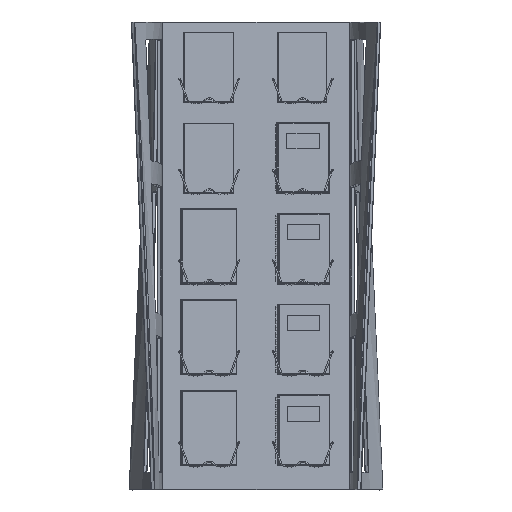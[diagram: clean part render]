
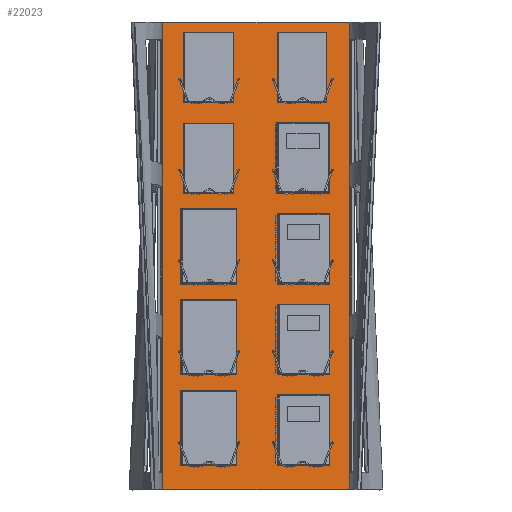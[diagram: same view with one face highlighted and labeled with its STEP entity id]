
A CAD part, top view. The second image highlights one B-rep face of the part: STEP entity #22023.
In plain terms, the highlighted free-form (B-spline) face has degree [1, 1] with [2, 2] control points.
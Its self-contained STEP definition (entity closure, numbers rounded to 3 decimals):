
#22023 = ADVANCED_FACE('',(#22024),#22054,.F.);
#22024 = FACE_BOUND('',#22025,.T.);
#22025 = EDGE_LOOP('',(#22026,#22035,#22042,#22049));
#22026 = ORIENTED_EDGE('',*,*,#22027,.T.);
#22027 = EDGE_CURVE('',#22028,#22030,#22032,.T.);
#22028 = VERTEX_POINT('',#22029);
#22029 = CARTESIAN_POINT('',(461.457,2.529,
    -29.079));
#22030 = VERTEX_POINT('',#22031);
#22031 = CARTESIAN_POINT('',(461.457,2317.086,
    -227.748));
#22032 = B_SPLINE_CURVE_WITH_KNOTS('',1,(#22033,#22034),.UNSPECIFIED.,
  .F.,.F.,(2,2),(31.557,2035.17),
  .PIECEWISE_BEZIER_KNOTS.);
#22033 = CARTESIAN_POINT('',(461.457,2.529,
    -29.079));
#22034 = CARTESIAN_POINT('',(461.457,2317.086,
    -227.748));
#22035 = ORIENTED_EDGE('',*,*,#22036,.T.);
#22036 = EDGE_CURVE('',#22030,#22037,#22039,.T.);
#22037 = VERTEX_POINT('',#22038);
#22038 = CARTESIAN_POINT('',(-461.457,2317.086,
    -227.748));
#22039 = B_SPLINE_CURVE_WITH_KNOTS('',1,(#22040,#22041),.UNSPECIFIED.,
  .F.,.F.,(2,2),(-798.,-2.),.PIECEWISE_BEZIER_KNOTS.);
#22040 = CARTESIAN_POINT('',(461.457,2317.086,
    -227.748));
#22041 = CARTESIAN_POINT('',(-461.457,2317.086,
    -227.748));
#22042 = ORIENTED_EDGE('',*,*,#22043,.T.);
#22043 = EDGE_CURVE('',#22037,#22044,#22046,.T.);
#22044 = VERTEX_POINT('',#22045);
#22045 = CARTESIAN_POINT('',(-461.457,2.529,
    -29.079));
#22046 = B_SPLINE_CURVE_WITH_KNOTS('',1,(#22047,#22048),.UNSPECIFIED.,
  .F.,.F.,(2,2),(-2035.17,-31.557),
  .PIECEWISE_BEZIER_KNOTS.);
#22047 = CARTESIAN_POINT('',(-461.457,2317.086,
    -227.748));
#22048 = CARTESIAN_POINT('',(-461.457,2.529,
    -29.079));
#22049 = ORIENTED_EDGE('',*,*,#22050,.T.);
#22050 = EDGE_CURVE('',#22044,#22028,#22051,.T.);
#22051 = B_SPLINE_CURVE_WITH_KNOTS('',1,(#22052,#22053),.UNSPECIFIED.,
  .F.,.F.,(2,2),(-329.023,466.977),
  .PIECEWISE_BEZIER_KNOTS.);
#22052 = CARTESIAN_POINT('',(-461.457,2.529,
    -29.079));
#22053 = CARTESIAN_POINT('',(461.457,2.529,
    -29.079));
#22054 = B_SPLINE_SURFACE_WITH_KNOTS('',1,1,(
    (#22055,#22056)
    ,(#22057,#22058
    )),.UNSPECIFIED.,.F.,.F.,.F.,(2,2),(2,2),(-466.977,
    329.023),(31.557,2035.17),
  .PIECEWISE_BEZIER_KNOTS.);
#22055 = CARTESIAN_POINT('',(461.457,2.529,
    -29.079));
#22056 = CARTESIAN_POINT('',(461.457,2317.086,
    -227.748));
#22057 = CARTESIAN_POINT('',(-461.457,2.529,
    -29.079));
#22058 = CARTESIAN_POINT('',(-461.457,2317.086,
    -227.748));
